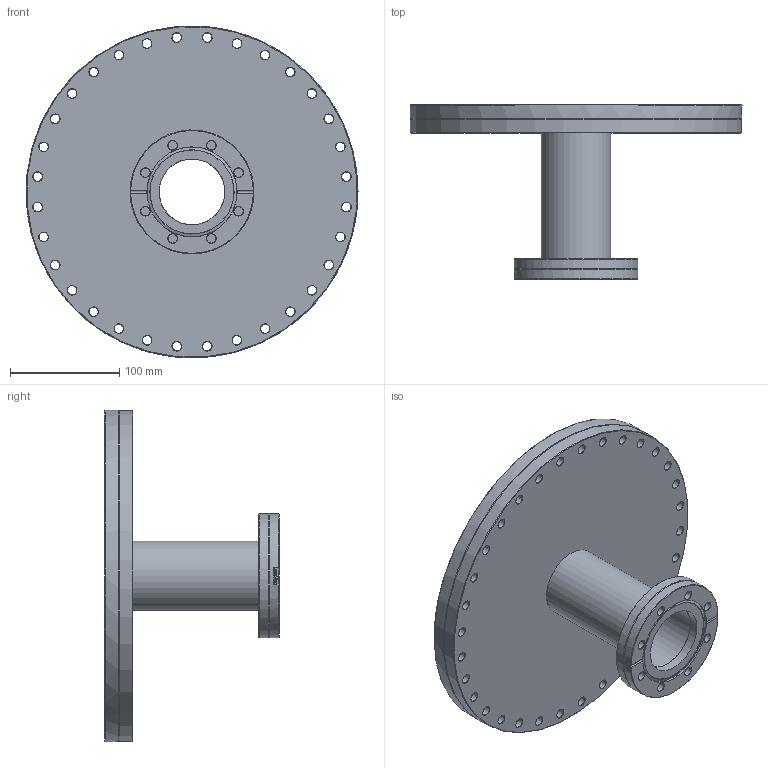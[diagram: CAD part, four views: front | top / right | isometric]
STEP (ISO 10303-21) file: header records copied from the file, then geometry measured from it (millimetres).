
FILE_DESCRIPTION(/* description */ (''),/* implementation_level */ '2;1');
FILE_NAME(/* name */ 'FL-SR250CF-63CF.stp',/* time_stamp */ '2018-01-25T15:52:41+00:00',/* author */ ('paul'),/* organization */ (''),/* preprocessor_version */ 'ST-DEVELOPER v16.13',/* originating_system */ 'Autodesk Inventor 2018',/* authorisation */ '');
FILE_SCHEMA (('AUTOMOTIVE_DESIGN { 1 0 10303 214 3 1 1 }'));
Length unit declared in the file: millimetre
Products named in the file (6): FL-SR250CF-63CF; FL-250CF; FL-63CFR-64; FL-63CF-OUT; FL-63CF-IN63.5; tube
Assembly tree (5 placements, depth 3):
  FL-SR250CF-63CF
    FL-250CF
    FL-63CFR-64
      FL-63CF-OUT
      FL-63CF-IN63.5
    tube
Bounding box: 304 x 160 x 303.83 mm (x, y, z)
Volume: 1856347.6 mm3; surface area: 283613.9 mm2
Topology: 4 solids, 4 shells, 346 faces, 913 edges, 592 vertices
Faces by surface type: bspline 106, cone 92, cylinder 73, plane 73, torus 2
Full cylindrical faces by diameter (mm): 8.4 x40, 60 x1, 60.3 x1, 63.5 x2, 63.8 x1, 70.5 x1, 82.3 x1, 82.5 x1, 113.5 x2, 273.1 x1, 304 x2
Entity records: 33208 total; most frequent: CARTESIAN_POINT 25518, ORIENTED_EDGE 1452, DIRECTION 1370, EDGE_CURVE 726, EDGE_LOOP 594, AXIS2_PLACEMENT_3D 570, VERTEX_POINT 548, FACE_OUTER_BOUND 346
